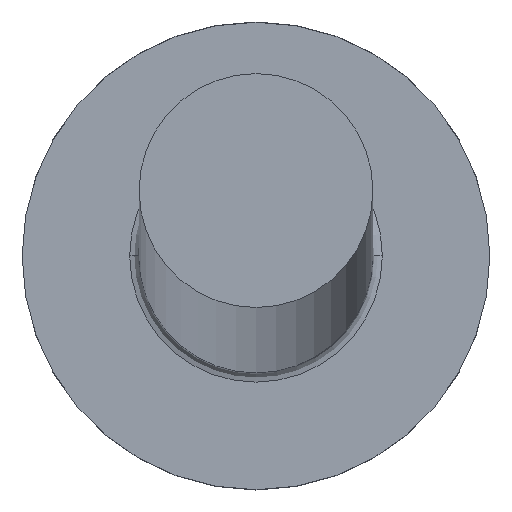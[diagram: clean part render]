
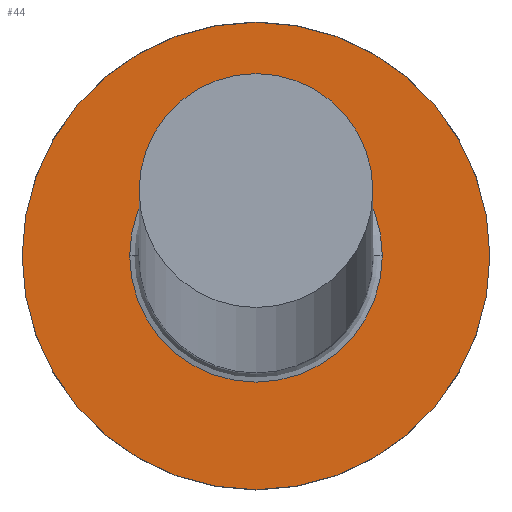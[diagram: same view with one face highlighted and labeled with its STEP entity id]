
A CAD part, top view. The second image highlights one B-rep face of the part: STEP entity #44.
In plain terms, the highlighted planar face has unit normal (0, 0, 1).
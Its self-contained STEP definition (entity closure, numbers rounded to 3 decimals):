
#22 = ORIENTED_EDGE ( 'NONE', *, *, #42, .T. ) ;
#32 = CIRCLE ( 'NONE', #286, 5. ) ;
#37 = AXIS2_PLACEMENT_3D ( 'NONE', #205, #240, #135 ) ;
#42 = EDGE_CURVE ( 'NONE', #203, #287, #126, .T. ) ;
#44 = ADVANCED_FACE ( 'NONE', ( #92, #236 ), #69, .T. ) ;
#47 = DIRECTION ( 'NONE',  ( 1., 0., 0. ) ) ;
#52 = AXIS2_PLACEMENT_3D ( 'NONE', #185, #283, #47 ) ;
#69 = PLANE ( 'NONE',  #52 ) ;
#84 = EDGE_CURVE ( 'NONE', #287, #203, #106, .T. ) ;
#87 = ORIENTED_EDGE ( 'NONE', *, *, #101, .T. ) ;
#92 = FACE_BOUND ( 'NONE', #212, .T. ) ;
#93 = CARTESIAN_POINT ( 'NONE',  ( 0., 0., 3. ) ) ;
#98 = VERTEX_POINT ( 'NONE', #132 ) ;
#101 = EDGE_CURVE ( 'NONE', #98, #187, #162, .T. ) ;
#102 = DIRECTION ( 'NONE',  ( 1., 0., 0. ) ) ;
#106 = CIRCLE ( 'NONE', #305, 2.7 ) ;
#111 = DIRECTION ( 'NONE',  ( 0., 0., -1. ) ) ;
#113 = CARTESIAN_POINT ( 'NONE',  ( -5., 0., 3. ) ) ;
#124 = DIRECTION ( 'NONE',  ( 1., 0., 0. ) ) ;
#126 = CIRCLE ( 'NONE', #237, 2.7 ) ;
#129 = EDGE_CURVE ( 'NONE', #187, #98, #32, .T. ) ;
#132 = CARTESIAN_POINT ( 'NONE',  ( 5., 0., 3. ) ) ;
#135 = DIRECTION ( 'NONE',  ( 1., 0., 0. ) ) ;
#142 = DIRECTION ( 'NONE',  ( 1., 0., 0. ) ) ;
#158 = EDGE_LOOP ( 'NONE', ( #249, #87 ) ) ;
#162 = CIRCLE ( 'NONE', #37, 5. ) ;
#177 = ORIENTED_EDGE ( 'NONE', *, *, #84, .T. ) ;
#185 = CARTESIAN_POINT ( 'NONE',  ( 0., 0., 3. ) ) ;
#186 = CARTESIAN_POINT ( 'NONE',  ( -2.7, 0., 3. ) ) ;
#187 = VERTEX_POINT ( 'NONE', #113 ) ;
#203 = VERTEX_POINT ( 'NONE', #266 ) ;
#205 = CARTESIAN_POINT ( 'NONE',  ( 0., 0., 3. ) ) ;
#212 = EDGE_LOOP ( 'NONE', ( #22, #177 ) ) ;
#216 = CARTESIAN_POINT ( 'NONE',  ( 0., 0., 3. ) ) ;
#236 = FACE_OUTER_BOUND ( 'NONE', #158, .T. ) ;
#237 = AXIS2_PLACEMENT_3D ( 'NONE', #93, #255, #142 ) ;
#240 = DIRECTION ( 'NONE',  ( 0., 0., 1. ) ) ;
#249 = ORIENTED_EDGE ( 'NONE', *, *, #129, .T. ) ;
#255 = DIRECTION ( 'NONE',  ( 0., 0., -1. ) ) ;
#266 = CARTESIAN_POINT ( 'NONE',  ( 2.7, 0., 3. ) ) ;
#273 = DIRECTION ( 'NONE',  ( 0., 0., 1. ) ) ;
#283 = DIRECTION ( 'NONE',  ( 0., 0., 1. ) ) ;
#286 = AXIS2_PLACEMENT_3D ( 'NONE', #291, #273, #124 ) ;
#287 = VERTEX_POINT ( 'NONE', #186 ) ;
#291 = CARTESIAN_POINT ( 'NONE',  ( 0., 0., 3. ) ) ;
#305 = AXIS2_PLACEMENT_3D ( 'NONE', #216, #111, #102 ) ;
